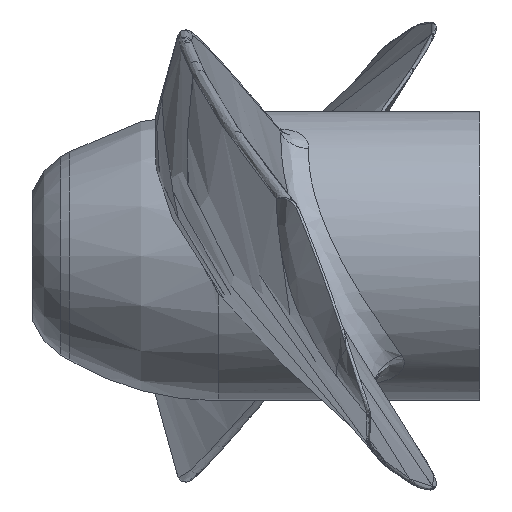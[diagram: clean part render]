
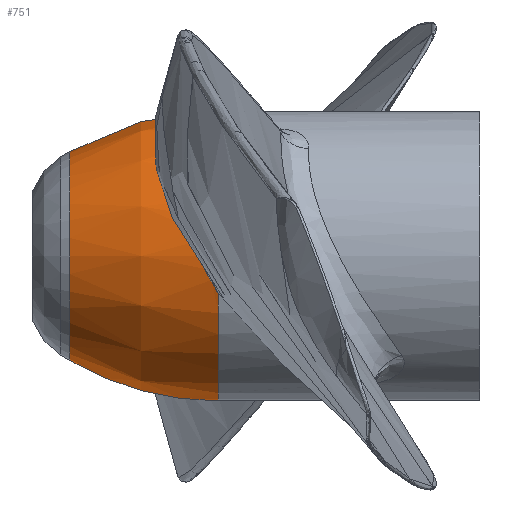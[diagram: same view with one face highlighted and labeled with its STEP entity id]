
A CAD part, left-side view. The second image highlights one B-rep face of the part: STEP entity #751.
In plain terms, the highlighted free-form (B-spline) face has degree [2, 2] with [3, 9] control points.
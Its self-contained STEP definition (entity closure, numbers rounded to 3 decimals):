
#25=B_SPLINE_CURVE_WITH_KNOTS('',3,(#1214,#1215,#1216,#1217,#1218,#1219,
#1220,#1221,#1222,#1223,#1224,#1225),.UNSPECIFIED.,.F.,.F.,(4,1,2,1,2,2,
4),(-0.303,-0.183,-0.143,-0.106,
-0.07,-0.035,0.),.UNSPECIFIED.);
#53=B_SPLINE_CURVE_WITH_KNOTS('',3,(#1884,#1885,#1886,#1887,#1888,#1889,
#1890,#1891,#1892,#1893,#1894,#1895),.UNSPECIFIED.,.F.,.F.,(4,1,2,1,2,2,
4),(-0.303,-0.183,-0.143,-0.106,
-0.07,-0.035,0.),.UNSPECIFIED.);
#142=(
BOUNDED_SURFACE()
B_SPLINE_SURFACE(2,2,((#3620,#3621,#3622,#3623,#3624,#3625,#3626,#3627,
#3628),(#3629,#3630,#3631,#3632,#3633,#3634,#3635,#3636,#3637),(#3638,#3639,
#3640,#3641,#3642,#3643,#3644,#3645,#3646)),.UNSPECIFIED.,.F.,.T.,.F.)
B_SPLINE_SURFACE_WITH_KNOTS((3,3),(3,2,2,2,3),(0.,0.532),
(-3.142,-1.571,0.,1.571,3.142),
 .UNSPECIFIED.)
GEOMETRIC_REPRESENTATION_ITEM()
RATIONAL_B_SPLINE_SURFACE(((1.,0.707,1.,0.707,1.,
0.707,1.,0.707,1.),(0.965,0.682,
0.965,0.682,0.965,0.682,
0.965,0.682,0.965),(1.,0.707,
1.,0.707,1.,0.707,1.,0.707,1.)))
REPRESENTATION_ITEM('')
SURFACE()
);
#180=FACE_OUTER_BOUND('',#219,.T.);
#219=EDGE_LOOP('',(#702,#703,#704,#705,#706,#707,#708,#709,#710));
#239=CIRCLE('',#787,2.25);
#240=CIRCLE('',#788,2.25);
#241=CIRCLE('',#789,2.25);
#256=CIRCLE('',#805,1.622);
#257=CIRCLE('',#806,1.622);
#258=CIRCLE('',#807,4.55);
#275=VERTEX_POINT('',#1139);
#277=VERTEX_POINT('',#1212);
#284=VERTEX_POINT('',#1347);
#285=VERTEX_POINT('',#1349);
#290=VERTEX_POINT('',#1384);
#342=VERTEX_POINT('',#3615);
#343=VERTEX_POINT('',#3617);
#367=EDGE_CURVE('',#277,#275,#25,.T.);
#379=EDGE_CURVE('',#284,#275,#239,.T.);
#380=EDGE_CURVE('',#285,#284,#240,.T.);
#386=EDGE_CURVE('',#277,#290,#241,.T.);
#407=EDGE_CURVE('',#285,#290,#53,.T.);
#464=EDGE_CURVE('',#343,#342,#256,.T.);
#465=EDGE_CURVE('',#342,#343,#257,.T.);
#466=EDGE_CURVE('',#343,#284,#258,.T.);
#702=ORIENTED_EDGE('',*,*,#465,.T.);
#703=ORIENTED_EDGE('',*,*,#466,.T.);
#704=ORIENTED_EDGE('',*,*,#379,.T.);
#705=ORIENTED_EDGE('',*,*,#367,.F.);
#706=ORIENTED_EDGE('',*,*,#386,.T.);
#707=ORIENTED_EDGE('',*,*,#407,.F.);
#708=ORIENTED_EDGE('',*,*,#380,.T.);
#709=ORIENTED_EDGE('',*,*,#466,.F.);
#710=ORIENTED_EDGE('',*,*,#464,.T.);
#751=ADVANCED_FACE('',(#180),#142,.F.);
#787=AXIS2_PLACEMENT_3D('',#1348,#853,#854);
#788=AXIS2_PLACEMENT_3D('',#1350,#855,#856);
#789=AXIS2_PLACEMENT_3D('',#1390,#857,#858);
#805=AXIS2_PLACEMENT_3D('',#3618,#890,#891);
#806=AXIS2_PLACEMENT_3D('',#3619,#892,#893);
#807=AXIS2_PLACEMENT_3D('',#3647,#894,#895);
#853=DIRECTION('center_axis',(0.,1.,0.));
#854=DIRECTION('ref_axis',(1.,0.,0.));
#855=DIRECTION('center_axis',(0.,1.,0.));
#856=DIRECTION('ref_axis',(1.,0.,0.));
#857=DIRECTION('center_axis',(0.,1.,0.));
#858=DIRECTION('ref_axis',(1.,0.,0.));
#890=DIRECTION('center_axis',(0.,-1.,0.));
#891=DIRECTION('ref_axis',(1.,0.,0.));
#892=DIRECTION('center_axis',(0.,-1.,0.));
#893=DIRECTION('ref_axis',(1.,0.,0.));
#894=DIRECTION('center_axis',(-1.,0.,0.));
#895=DIRECTION('ref_axis',(0.,0.,-1.));
#1139=CARTESIAN_POINT('',(-2.185,4.061,-0.535));
#1212=CARTESIAN_POINT('',(-1.547,4.061,1.634));
#1214=CARTESIAN_POINT('Ctrl Pts',(-1.547,4.061,1.634));
#1215=CARTESIAN_POINT('Ctrl Pts',(-1.739,4.283,1.452));
#1216=CARTESIAN_POINT('Ctrl Pts',(-1.98,4.502,1.102));
#1217=CARTESIAN_POINT('Ctrl Pts',(-2.126,4.52,0.672));
#1218=CARTESIAN_POINT('Ctrl Pts',(-2.181,4.504,0.467));
#1219=CARTESIAN_POINT('Ctrl Pts',(-2.223,4.469,0.267));
#1220=CARTESIAN_POINT('Ctrl Pts',(-2.238,4.398,0.075));
#1221=CARTESIAN_POINT('Ctrl Pts',(-2.242,4.312,-0.107));
#1222=CARTESIAN_POINT('Ctrl Pts',(-2.239,4.267,-0.196));
#1223=CARTESIAN_POINT('Ctrl Pts',(-2.22,4.169,-0.369));
#1224=CARTESIAN_POINT('Ctrl Pts',(-2.205,4.116,-0.454));
#1225=CARTESIAN_POINT('Ctrl Pts',(-2.185,4.061,-0.535));
#1347=CARTESIAN_POINT('',(0.,4.061,-2.25));
#1348=CARTESIAN_POINT('Origin',(0.,4.061,0.));
#1349=CARTESIAN_POINT('',(1.547,4.061,-1.634));
#1350=CARTESIAN_POINT('Origin',(0.,4.061,0.));
#1384=CARTESIAN_POINT('',(2.185,4.061,0.535));
#1390=CARTESIAN_POINT('Origin',(0.,4.061,0.));
#1884=CARTESIAN_POINT('Ctrl Pts',(1.547,4.061,-1.634));
#1885=CARTESIAN_POINT('Ctrl Pts',(1.739,4.283,-1.452));
#1886=CARTESIAN_POINT('Ctrl Pts',(1.98,4.502,-1.102));
#1887=CARTESIAN_POINT('Ctrl Pts',(2.126,4.52,-0.672));
#1888=CARTESIAN_POINT('Ctrl Pts',(2.181,4.504,-0.467));
#1889=CARTESIAN_POINT('Ctrl Pts',(2.223,4.469,-0.267));
#1890=CARTESIAN_POINT('Ctrl Pts',(2.238,4.398,-0.075));
#1891=CARTESIAN_POINT('Ctrl Pts',(2.242,4.312,0.107));
#1892=CARTESIAN_POINT('Ctrl Pts',(2.239,4.267,0.196));
#1893=CARTESIAN_POINT('Ctrl Pts',(2.22,4.169,0.369));
#1894=CARTESIAN_POINT('Ctrl Pts',(2.205,4.116,0.454));
#1895=CARTESIAN_POINT('Ctrl Pts',(2.185,4.061,0.535));
#3615=CARTESIAN_POINT('',(-1.622,6.368,0.));
#3617=CARTESIAN_POINT('',(0.,6.368,-1.622));
#3618=CARTESIAN_POINT('Origin',(0.,6.368,0.));
#3619=CARTESIAN_POINT('Origin',(0.,6.368,0.));
#3620=CARTESIAN_POINT('Ctrl Pts',(0.,4.061,-2.25));
#3621=CARTESIAN_POINT('Ctrl Pts',(-2.25,4.061,-2.25));
#3622=CARTESIAN_POINT('Ctrl Pts',(-2.25,4.061,0.));
#3623=CARTESIAN_POINT('Ctrl Pts',(-2.25,4.061,2.25));
#3624=CARTESIAN_POINT('Ctrl Pts',(0.,4.061,2.25));
#3625=CARTESIAN_POINT('Ctrl Pts',(2.25,4.061,2.25));
#3626=CARTESIAN_POINT('Ctrl Pts',(2.25,4.061,0.));
#3627=CARTESIAN_POINT('Ctrl Pts',(2.25,4.061,-2.25));
#3628=CARTESIAN_POINT('Ctrl Pts',(0.,4.061,-2.25));
#3629=CARTESIAN_POINT('Ctrl Pts',(0.,5.3,-2.25));
#3630=CARTESIAN_POINT('Ctrl Pts',(-2.25,5.3,-2.25));
#3631=CARTESIAN_POINT('Ctrl Pts',(-2.25,5.3,0.));
#3632=CARTESIAN_POINT('Ctrl Pts',(-2.25,5.3,2.25));
#3633=CARTESIAN_POINT('Ctrl Pts',(0.,5.3,2.25));
#3634=CARTESIAN_POINT('Ctrl Pts',(2.25,5.3,2.25));
#3635=CARTESIAN_POINT('Ctrl Pts',(2.25,5.3,0.));
#3636=CARTESIAN_POINT('Ctrl Pts',(2.25,5.3,-2.25));
#3637=CARTESIAN_POINT('Ctrl Pts',(0.,5.3,-2.25));
#3638=CARTESIAN_POINT('Ctrl Pts',(0.,6.368,-1.622));
#3639=CARTESIAN_POINT('Ctrl Pts',(-1.622,6.368,-1.622));
#3640=CARTESIAN_POINT('Ctrl Pts',(-1.622,6.368,0.));
#3641=CARTESIAN_POINT('Ctrl Pts',(-1.622,6.368,1.622));
#3642=CARTESIAN_POINT('Ctrl Pts',(0.,6.368,1.622));
#3643=CARTESIAN_POINT('Ctrl Pts',(1.622,6.368,1.622));
#3644=CARTESIAN_POINT('Ctrl Pts',(1.622,6.368,0.));
#3645=CARTESIAN_POINT('Ctrl Pts',(1.622,6.368,-1.622));
#3646=CARTESIAN_POINT('Ctrl Pts',(0.,6.368,-1.622));
#3647=CARTESIAN_POINT('Origin',(0.,4.061,2.3));
